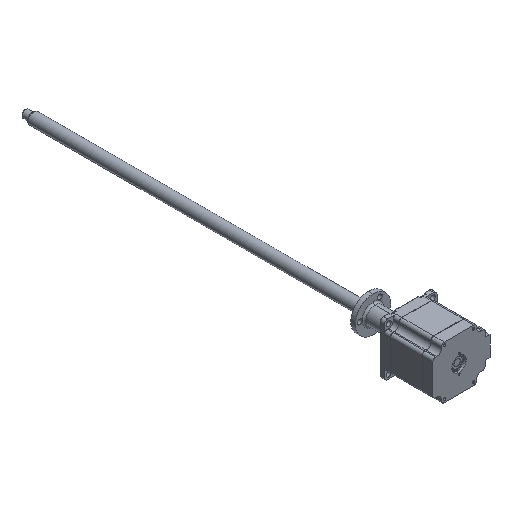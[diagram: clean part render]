
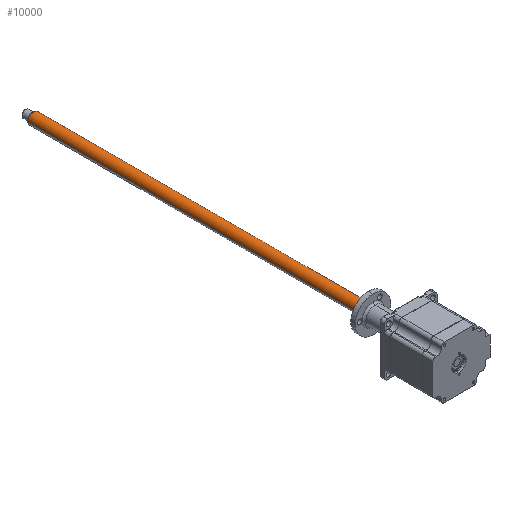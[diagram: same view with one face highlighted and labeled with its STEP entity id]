
A CAD part, isometric view. The second image highlights one B-rep face of the part: STEP entity #10000.
In plain terms, the highlighted cylindrical face has radius 6 mm (diameter 12 mm), a partial arc.
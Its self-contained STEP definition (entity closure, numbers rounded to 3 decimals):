
#84 = CARTESIAN_POINT ( 'NONE',  ( -11.33, 9.999, 34.02 ) ) ;
#107 = EDGE_CURVE ( 'NONE', #2903, #11467, #11496, .T. ) ;
#311 = VERTEX_POINT ( 'NONE', #84 ) ;
#952 = ORIENTED_EDGE ( 'NONE', *, *, #107, .T. ) ;
#1607 = CARTESIAN_POINT ( 'NONE',  ( -17.293, 9.999, 33.35 ) ) ;
#1695 = CARTESIAN_POINT ( 'NONE',  ( -11.33, 409.999, 34.02 ) ) ;
#1712 = DIRECTION ( 'NONE',  ( 0., -1., 0. ) ) ;
#1904 = CARTESIAN_POINT ( 'NONE',  ( -23.255, 408.999, 32.68 ) ) ;
#2090 = DIRECTION ( 'NONE',  ( 0., -1., 0. ) ) ;
#2591 = DIRECTION ( 'NONE',  ( -0.994, 0., -0.112 ) ) ;
#2681 = DIRECTION ( 'NONE',  ( 0., -1., 0. ) ) ;
#2903 = VERTEX_POINT ( 'NONE', #1904 ) ;
#3807 = ORIENTED_EDGE ( 'NONE', *, *, #7887, .T. ) ;
#4335 = LINE ( 'NONE', #1695, #11667 ) ;
#4603 = CYLINDRICAL_SURFACE ( 'NONE', #10700, 6. ) ;
#4977 = DIRECTION ( 'NONE',  ( -0.994, 0., -0.112 ) ) ;
#5077 = EDGE_CURVE ( 'NONE', #6156, #311, #4335, .T. ) ;
#5405 = ORIENTED_EDGE ( 'NONE', *, *, #11563, .F. ) ;
#6016 = EDGE_LOOP ( 'NONE', ( #8860, #3807, #952, #5405 ) ) ;
#6156 = VERTEX_POINT ( 'NONE', #6532 ) ;
#6532 = CARTESIAN_POINT ( 'NONE',  ( -11.33, 408.999, 34.02 ) ) ;
#7347 = CARTESIAN_POINT ( 'NONE',  ( -17.293, 408.999, 33.35 ) ) ;
#7476 = AXIS2_PLACEMENT_3D ( 'NONE', #1607, #8185, #2591 ) ;
#7887 = EDGE_CURVE ( 'NONE', #6156, #2903, #7944, .T. ) ;
#7944 = CIRCLE ( 'NONE', #11849, 6. ) ;
#8051 = CARTESIAN_POINT ( 'NONE',  ( -23.255, 409.999, 32.68 ) ) ;
#8185 = DIRECTION ( 'NONE',  ( 0., -1., 0. ) ) ;
#8296 = DIRECTION ( 'NONE',  ( 0.994, 0., 0.112 ) ) ;
#8860 = ORIENTED_EDGE ( 'NONE', *, *, #5077, .F. ) ;
#9041 = CARTESIAN_POINT ( 'NONE',  ( -23.255, 9.999, 32.68 ) ) ;
#9122 = VECTOR ( 'NONE', #11191, 1000. ) ;
#9554 = CIRCLE ( 'NONE', #7476, 6. ) ;
#9899 = FACE_OUTER_BOUND ( 'NONE', #6016, .T. ) ;
#10000 = ADVANCED_FACE ( 'NONE', ( #9899 ), #4603, .T. ) ;
#10539 = CARTESIAN_POINT ( 'NONE',  ( -17.293, 409.999, 33.35 ) ) ;
#10700 = AXIS2_PLACEMENT_3D ( 'NONE', #10539, #2090, #4977 ) ;
#11191 = DIRECTION ( 'NONE',  ( 0., -1., 0. ) ) ;
#11467 = VERTEX_POINT ( 'NONE', #9041 ) ;
#11496 = LINE ( 'NONE', #8051, #9122 ) ;
#11563 = EDGE_CURVE ( 'NONE', #311, #11467, #9554, .T. ) ;
#11667 = VECTOR ( 'NONE', #2681, 1000. ) ;
#11849 = AXIS2_PLACEMENT_3D ( 'NONE', #7347, #1712, #8296 ) ;
